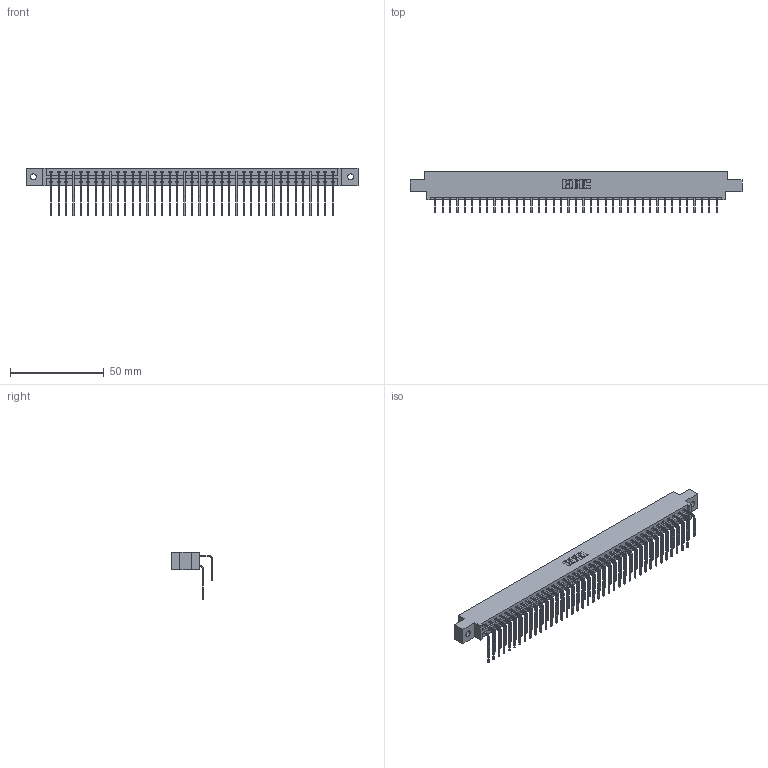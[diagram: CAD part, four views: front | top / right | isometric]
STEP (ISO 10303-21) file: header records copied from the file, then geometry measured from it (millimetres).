
FILE_DESCRIPTION (( 'STEP AP203' ), '1' );
FILE_NAME ('337-078-558-802.STEP', '2018-08-12T16:48:18', ( '' ), ( '' ), 'SwSTEP 2.0', 'SolidWorks 2016', '' );
FILE_SCHEMA (( 'CONFIG_CONTROL_DESIGN' ));
Length unit declared in the file: inch
Products named in the file (4): 337-078-558-802; 337 Part_0.170 Offset - 0.128 Dia; 345-292-001_558 559 Tail - 1; 345-292-001_558 Tail - 2
Assembly tree (79 placements, depth 2):
  337-078-558-802
    337 Part_0.170 Offset - 0.128 Dia
    345-292-001_558 559 Tail - 1  x39
    345-292-001_558 Tail - 2  x39
Bounding box: 177.55 x 22.17 x 25.53 mm (x, y, z)
Volume: 18967 mm3; surface area: 23507.6 mm2
Topology: 79 solids, 79 shells, 4486 faces, 13349 edges, 8794 vertices
Faces by surface type: plane 3194, cylinder 1292
Entity records: 32545 total; most frequent: CARTESIAN_POINT 5533, ORIENTED_EDGE 5418, DIRECTION 4693, EDGE_CURVE 2709, VECTOR 2541, LINE 2541, VERTEX_POINT 1802, AXIS2_PLACEMENT_3D 1076
